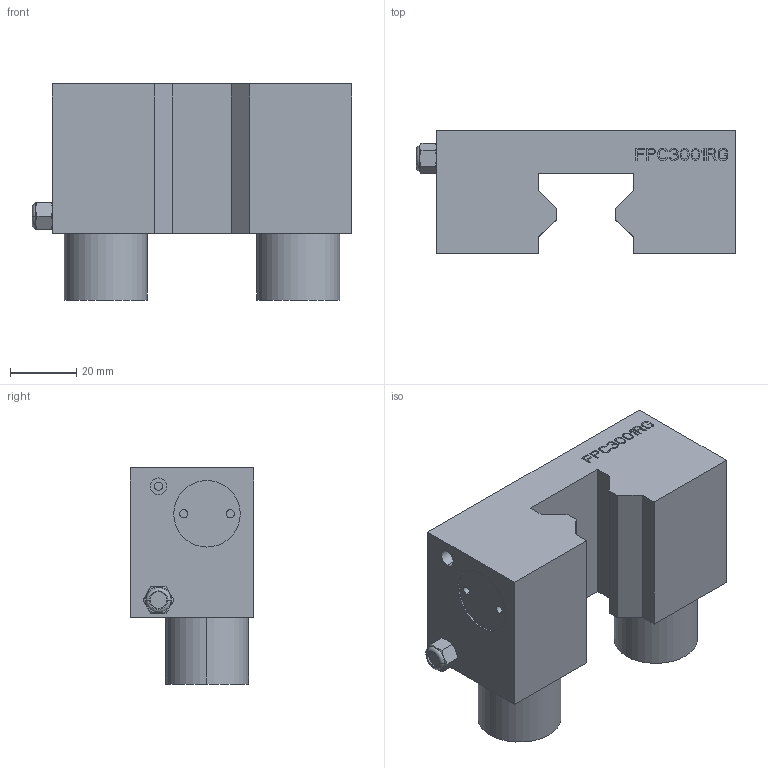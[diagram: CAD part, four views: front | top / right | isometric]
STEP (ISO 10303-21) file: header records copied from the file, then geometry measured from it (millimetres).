
FILE_DESCRIPTION((''),'2;1');
FILE_NAME('FPC3001RG','2023-05-08T14:13:34',('lx'),(''),'CREO PARAMETRIC BY PTC INC, 2018100','CREO PARAMETRIC BY PTC INC, 2018100','');
FILE_SCHEMA(('CONFIG_CONTROL_DESIGN'));
Length unit declared in the file: millimetre
Products named in the file (1): FPC3001RG
Bounding box: 96 x 37 x 65 mm (x, y, z)
Volume: 128607.1 mm3; surface area: 29075.1 mm2
Topology: 1 solids, 6 shells, 445 faces, 1188 edges, 788 vertices
Faces by surface type: plane 375, cylinder 46, cone 12, torus 12
Entity records: 13788 total; most frequent: CARTESIAN_POINT 2535, ORIENTED_EDGE 2376, DIRECTION 2194, EDGE_CURVE 1188, VECTOR 1024, LINE 1024, VERTEX_POINT 788, AXIS2_PLACEMENT_3D 585
